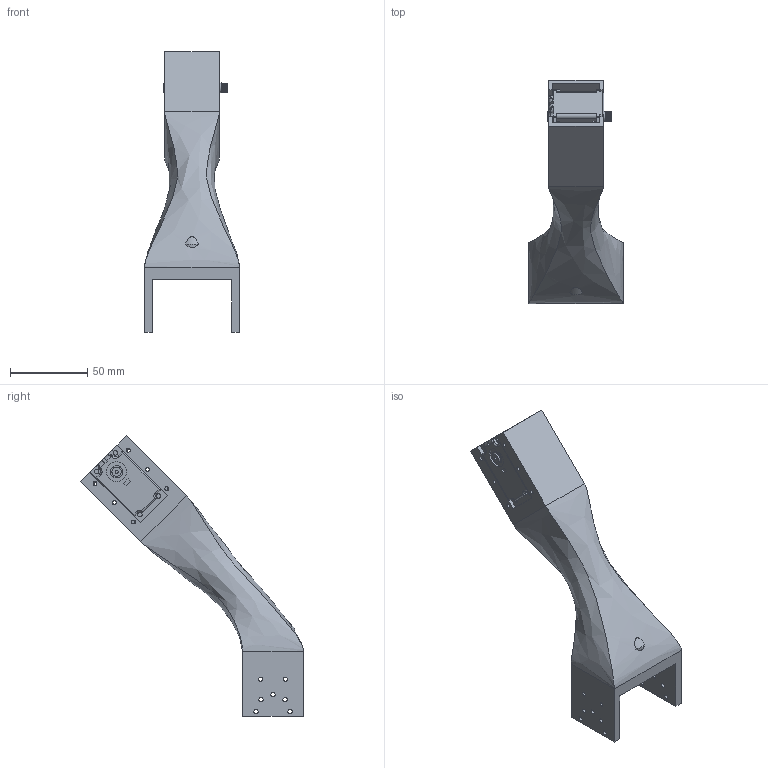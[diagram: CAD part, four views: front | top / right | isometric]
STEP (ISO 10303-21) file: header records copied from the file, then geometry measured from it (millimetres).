
FILE_DESCRIPTION(/* description */ (''),/* implementation_level */ '2;1');
FILE_NAME(/* name */ 'LINK3.stp',/* time_stamp */ '2025-10-15T20:22:55+09:00',/* author */ ('wlgns'),/* organization */ (''),/* preprocessor_version */ 'ST-DEVELOPER v20.1',/* originating_system */ 'Autodesk Inventor 2026',/* authorisation */ '');
FILE_SCHEMA (('AUTOMOTIVE_DESIGN { 1 0 10303 214 3 1 1 }'));
Length unit declared in the file: millimetre
Products named in the file (1): LINK3
Bounding box: 61.3 x 144.15 x 181.45 mm (x, y, z)
Volume: 130226.6 mm3; surface area: 62895.5 mm2
Topology: 1 solids, 1 shells, 519 faces, 1432 edges, 930 vertices
Faces by surface type: plane 343, cylinder 155, bspline 16, torus 4, cone 1
Full cylindrical faces by diameter (mm): 2 x2, 2.5 x12, 2.6 x4, 2.7 x26, 2.9 x4, 6 x1, 6.5 x1, 7 x1, 8 x1, 9 x1, 13 x1, 15 x1
Entity records: 17654 total; most frequent: CARTESIAN_POINT 3598, ORIENTED_EDGE 2856, DIRECTION 2747, EDGE_CURVE 1428, LINE 1057, VECTOR 1057, VERTEX_POINT 924, AXIS2_PLACEMENT_3D 845
